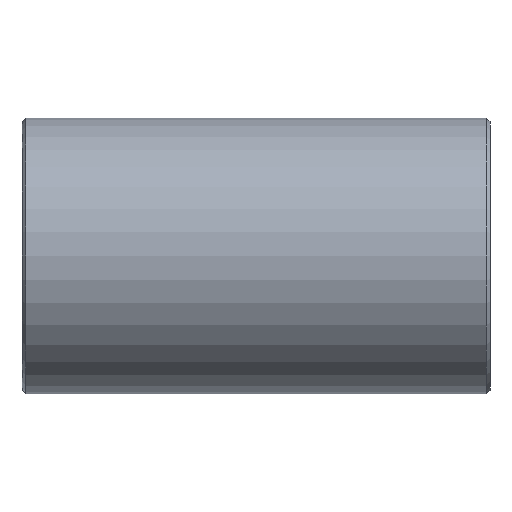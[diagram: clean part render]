
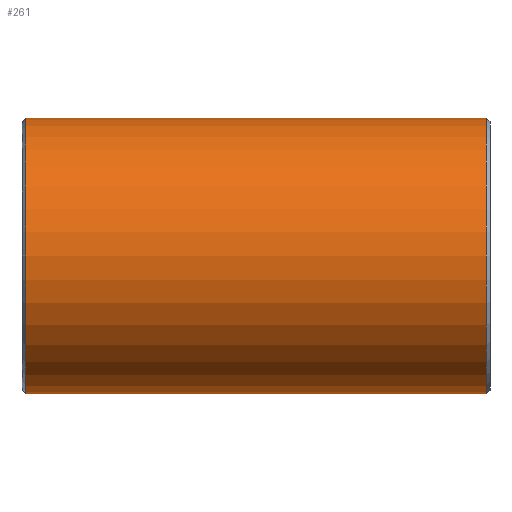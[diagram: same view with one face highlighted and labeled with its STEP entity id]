
A CAD part, front view. The second image highlights one B-rep face of the part: STEP entity #261.
In plain terms, the highlighted cylindrical face has radius 84.138 mm (diameter 168.275 mm), a partial arc.
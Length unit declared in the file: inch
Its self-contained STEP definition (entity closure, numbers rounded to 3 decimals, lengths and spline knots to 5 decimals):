
#20 = VECTOR ( 'NONE', #96, 39.37008 ) ;
#32 = CARTESIAN_POINT ( 'NONE',  ( 5.62, 0., 3.3125 ) ) ;
#51 = DIRECTION ( 'NONE',  ( 0., 0., -1. ) ) ;
#63 = EDGE_CURVE ( 'NONE', #772, #471, #645, .T. ) ;
#77 = EDGE_CURVE ( 'NONE', #778, #471, #256, .T. ) ;
#96 = DIRECTION ( 'NONE',  ( -1., 0., 0. ) ) ;
#97 = DIRECTION ( 'NONE',  ( -1., 0., 0. ) ) ;
#102 = ORIENTED_EDGE ( 'NONE', *, *, #77, .F. ) ;
#140 = EDGE_CURVE ( 'NONE', #778, #489, #707, .T. ) ;
#154 = VECTOR ( 'NONE', #490, 39.37008 ) ;
#178 = LINE ( 'NONE', #32, #20 ) ;
#180 = ORIENTED_EDGE ( 'NONE', *, *, #590, .T. ) ;
#232 = AXIS2_PLACEMENT_3D ( 'NONE', #486, #431, #51 ) ;
#256 = LINE ( 'NONE', #792, #154 ) ;
#261 = ADVANCED_FACE ( 'NONE', ( #652 ), #467, .T. ) ;
#278 = ORIENTED_EDGE ( 'NONE', *, *, #63, .T. ) ;
#280 = CARTESIAN_POINT ( 'NONE',  ( 5.62, 0., 0. ) ) ;
#298 = AXIS2_PLACEMENT_3D ( 'NONE', #435, #803, #611 ) ;
#309 = CARTESIAN_POINT ( 'NONE',  ( -5.52667, 0., -3.3125 ) ) ;
#431 = DIRECTION ( 'NONE',  ( -1., 0., 0. ) ) ;
#435 = CARTESIAN_POINT ( 'NONE',  ( -5.52667, 0., 0. ) ) ;
#454 = CARTESIAN_POINT ( 'NONE',  ( 5.52667, 0., 3.3125 ) ) ;
#460 = DIRECTION ( 'NONE',  ( 0., 0., 1. ) ) ;
#467 = CYLINDRICAL_SURFACE ( 'NONE', #756, 3.3125 ) ;
#471 = VERTEX_POINT ( 'NONE', #309 ) ;
#486 = CARTESIAN_POINT ( 'NONE',  ( 5.52667, 0., 0. ) ) ;
#489 = VERTEX_POINT ( 'NONE', #454 ) ;
#490 = DIRECTION ( 'NONE',  ( -1., 0., 0. ) ) ;
#590 = EDGE_CURVE ( 'NONE', #489, #772, #178, .T. ) ;
#591 = CARTESIAN_POINT ( 'NONE',  ( 5.52667, 0., -3.3125 ) ) ;
#611 = DIRECTION ( 'NONE',  ( 0., 0., 1. ) ) ;
#645 = CIRCLE ( 'NONE', #298, 3.3125 ) ;
#650 = EDGE_LOOP ( 'NONE', ( #102, #735, #180, #278 ) ) ;
#652 = FACE_OUTER_BOUND ( 'NONE', #650, .T. ) ;
#656 = CARTESIAN_POINT ( 'NONE',  ( -5.52667, 0., 3.3125 ) ) ;
#707 = CIRCLE ( 'NONE', #232, 3.3125 ) ;
#735 = ORIENTED_EDGE ( 'NONE', *, *, #140, .T. ) ;
#756 = AXIS2_PLACEMENT_3D ( 'NONE', #280, #97, #460 ) ;
#772 = VERTEX_POINT ( 'NONE', #656 ) ;
#778 = VERTEX_POINT ( 'NONE', #591 ) ;
#792 = CARTESIAN_POINT ( 'NONE',  ( 5.62, 0., -3.3125 ) ) ;
#803 = DIRECTION ( 'NONE',  ( 1., 0., 0. ) ) ;
